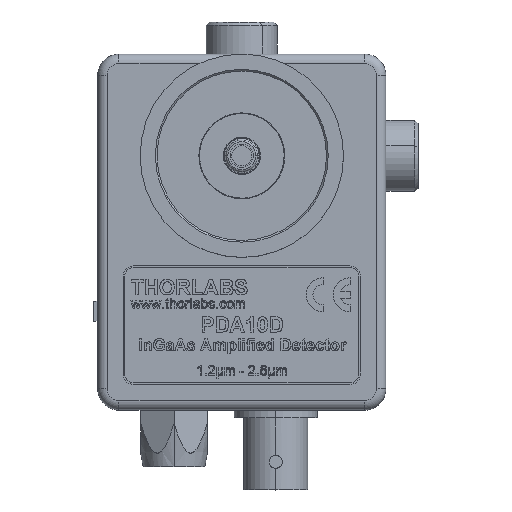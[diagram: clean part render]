
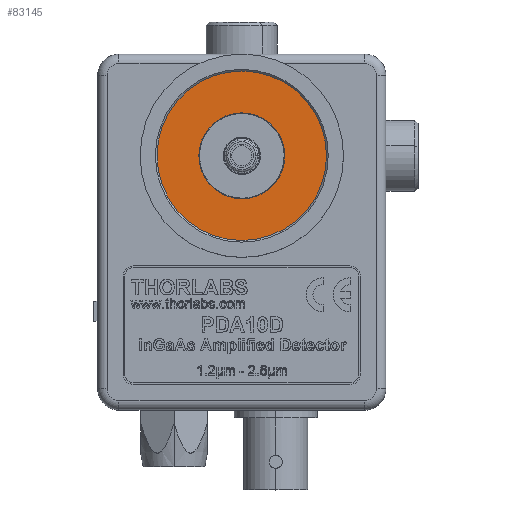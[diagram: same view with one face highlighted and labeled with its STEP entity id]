
A CAD part, top view. The second image highlights one B-rep face of the part: STEP entity #83145.
In plain terms, the highlighted planar face has unit normal (0, 0, 1).
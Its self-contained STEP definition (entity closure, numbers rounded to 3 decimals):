
#32036 = VERTEX_POINT ( 'NONE', #91160 ) ;
#32054 = VERTEX_POINT ( 'NONE', #91158 ) ;
#32078 = EDGE_CURVE ( 'NONE', #32036, #32054, #91144, .T. ) ;
#33681 = EDGE_CURVE ( 'NONE', #33716, #33705, #91541, .T. ) ;
#33705 = VERTEX_POINT ( 'NONE', #91527 ) ;
#33716 = VERTEX_POINT ( 'NONE', #91573 ) ;
#34349 = DIRECTION ( 'NONE',  ( 1., 0., 0. ) ) ;
#34350 = DIRECTION ( 'NONE',  ( 0., 0., 1. ) ) ;
#34352 = CARTESIAN_POINT ( 'NONE',  ( 21.59, 38.1, 21.082 ) ) ;
#34353 = AXIS2_PLACEMENT_3D ( 'NONE', #34352, #34350, #34349 ) ;
#34358 = CIRCLE ( 'NONE', #34353, 6.439 ) ;
#35602 = DIRECTION ( 'NONE',  ( 1., 0., 0. ) ) ;
#35603 = DIRECTION ( 'NONE',  ( 0., 0., 1. ) ) ;
#35604 = CARTESIAN_POINT ( 'NONE',  ( 21.59, 38.1, 21.082 ) ) ;
#35605 = AXIS2_PLACEMENT_3D ( 'NONE', #35604, #35603, #35602 ) ;
#35606 = CIRCLE ( 'NONE', #35660, 13.145 ) ;
#35608 = PLANE ( 'NONE',  #35605 ) ;
#35624 = FACE_OUTER_BOUND ( 'NONE', #83159, .T. ) ;
#35628 = FACE_BOUND ( 'NONE', #83148, .T. ) ;
#35657 = DIRECTION ( 'NONE',  ( 1., 0., 0. ) ) ;
#35658 = DIRECTION ( 'NONE',  ( 0., 0., 1. ) ) ;
#35659 = CARTESIAN_POINT ( 'NONE',  ( 21.59, 38.1, 21.082 ) ) ;
#35660 = AXIS2_PLACEMENT_3D ( 'NONE', #35659, #35658, #35657 ) ;
#82408 = EDGE_CURVE ( 'NONE', #33705, #33716, #34358, .T. ) ;
#83143 = ORIENTED_EDGE ( 'NONE', *, *, #33681, .F. ) ;
#83145 = ADVANCED_FACE ( 'NONE', ( #35628, #35624 ), #35608, .T. ) ;
#83148 = EDGE_LOOP ( 'NONE', ( #83156, #83143 ) ) ;
#83152 = EDGE_CURVE ( 'NONE', #32054, #32036, #35606, .T. ) ;
#83156 = ORIENTED_EDGE ( 'NONE', *, *, #82408, .F. ) ;
#83159 = EDGE_LOOP ( 'NONE', ( #83161, #83162 ) ) ;
#83161 = ORIENTED_EDGE ( 'NONE', *, *, #83152, .T. ) ;
#83162 = ORIENTED_EDGE ( 'NONE', *, *, #32078, .T. ) ;
#91137 = DIRECTION ( 'NONE',  ( 1., 0., 0. ) ) ;
#91139 = DIRECTION ( 'NONE',  ( 0., 0., 1. ) ) ;
#91140 = CARTESIAN_POINT ( 'NONE',  ( 21.59, 38.1, 21.082 ) ) ;
#91142 = AXIS2_PLACEMENT_3D ( 'NONE', #91140, #91139, #91137 ) ;
#91144 = CIRCLE ( 'NONE', #91142, 13.145 ) ;
#91158 = CARTESIAN_POINT ( 'NONE',  ( 8.445, 38.1, 21.082 ) ) ;
#91160 = CARTESIAN_POINT ( 'NONE',  ( 34.735, 38.1, 21.082 ) ) ;
#91527 = CARTESIAN_POINT ( 'NONE',  ( 28.029, 38.1, 21.082 ) ) ;
#91536 = DIRECTION ( 'NONE',  ( 1., 0., 0. ) ) ;
#91537 = DIRECTION ( 'NONE',  ( 0., 0., 1. ) ) ;
#91538 = CARTESIAN_POINT ( 'NONE',  ( 21.59, 38.1, 21.082 ) ) ;
#91540 = AXIS2_PLACEMENT_3D ( 'NONE', #91538, #91537, #91536 ) ;
#91541 = CIRCLE ( 'NONE', #91540, 6.439 ) ;
#91573 = CARTESIAN_POINT ( 'NONE',  ( 15.151, 38.1, 21.082 ) ) ;
